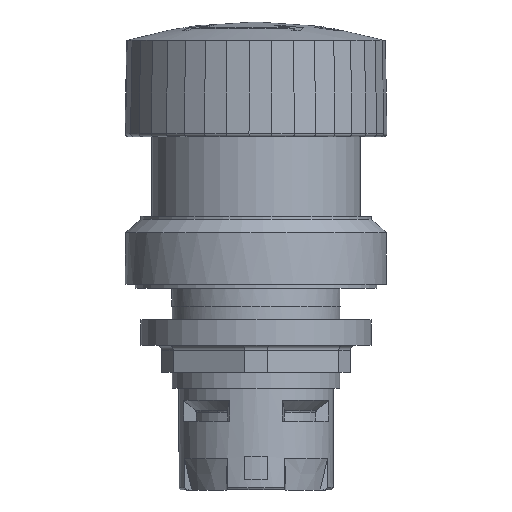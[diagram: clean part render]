
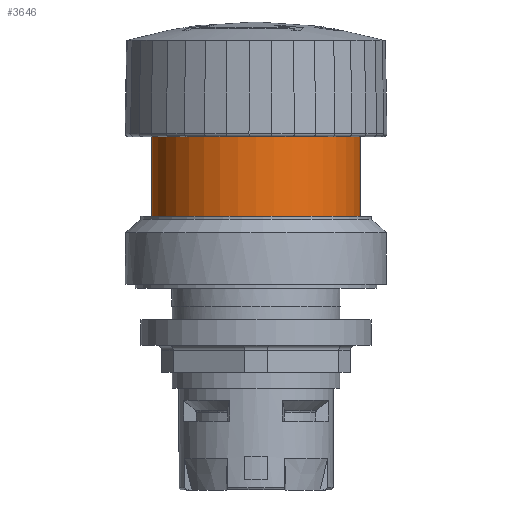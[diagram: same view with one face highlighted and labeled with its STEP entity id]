
A CAD part, front view. The second image highlights one B-rep face of the part: STEP entity #3646.
In plain terms, the highlighted cylindrical face has radius 9.925 mm (diameter 19.85 mm), a full revolution.
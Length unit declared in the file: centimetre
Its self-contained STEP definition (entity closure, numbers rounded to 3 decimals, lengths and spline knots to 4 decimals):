
#871=FACE_BOUND('',#1227,.T.);
#979=FACE_OUTER_BOUND('',#1226,.T.);
#1226=EDGE_LOOP('',(#2839));
#1227=EDGE_LOOP('',(#2840));
#1433=CIRCLE('',#3946,0.9925);
#1434=CIRCLE('',#3947,0.9925);
#1674=VERTEX_POINT('',#5929);
#1675=VERTEX_POINT('',#5931);
#2095=EDGE_CURVE('',#1674,#1674,#1433,.T.);
#2096=EDGE_CURVE('',#1675,#1675,#1434,.T.);
#2839=ORIENTED_EDGE('',*,*,#2095,.T.);
#2840=ORIENTED_EDGE('',*,*,#2096,.F.);
#3505=CYLINDRICAL_SURFACE('',#3945,0.9925);
#3646=ADVANCED_FACE('',(#979,#871),#3505,.T.);
#3945=AXIS2_PLACEMENT_3D('',#5928,#4654,#4655);
#3946=AXIS2_PLACEMENT_3D('',#5930,#4656,#4657);
#3947=AXIS2_PLACEMENT_3D('',#5932,#4658,#4659);
#4654=DIRECTION('center_axis',(0.,0.,
-1.));
#4655=DIRECTION('ref_axis',(-1.,0.,0.));
#4656=DIRECTION('center_axis',(0.,0.,
1.));
#4657=DIRECTION('ref_axis',(-1.,0.,0.));
#4658=DIRECTION('center_axis',(0.,0.,1.));
#4659=DIRECTION('ref_axis',(-1.,0.,0.));
#5928=CARTESIAN_POINT('Origin',(0.,0.,
2.9136));
#5929=CARTESIAN_POINT('',(0.9925,0.,2.608));
#5930=CARTESIAN_POINT('Origin',(0.,0.,
2.608));
#5931=CARTESIAN_POINT('',(0.9925,0.,4.2419));
#5932=CARTESIAN_POINT('Origin',(0.,0.,
4.2419));
